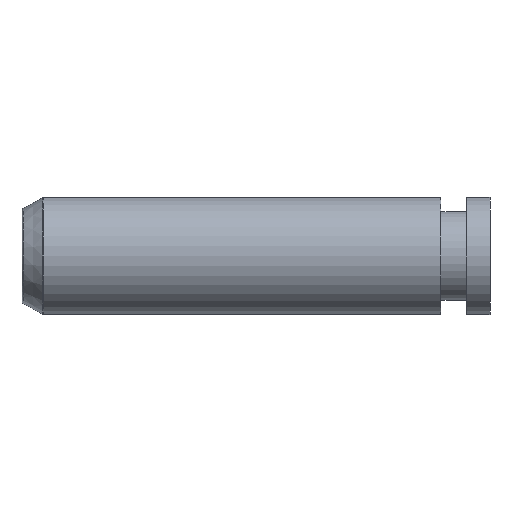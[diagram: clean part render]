
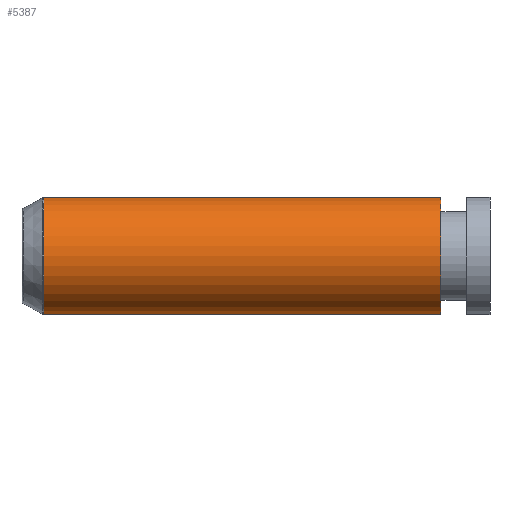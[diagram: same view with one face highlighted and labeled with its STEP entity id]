
A CAD part, left-side view. The second image highlights one B-rep face of the part: STEP entity #5387.
In plain terms, the highlighted cylindrical face has radius 12.5 mm (diameter 25 mm), a partial arc.
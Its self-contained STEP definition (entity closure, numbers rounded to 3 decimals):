
#172 = DIRECTION ( 'NONE',  ( 0., -1., 0. ) ) ;
#215 = CARTESIAN_POINT ( 'NONE',  ( -3.205, 87.686, 12.5 ) ) ;
#354 = DIRECTION ( 'NONE',  ( 0., 0., -1. ) ) ;
#754 = ORIENTED_EDGE ( 'NONE', *, *, #4757, .T. ) ;
#1024 = LINE ( 'NONE', #1678, #7398 ) ;
#1678 = CARTESIAN_POINT ( 'NONE',  ( -3.205, 87.686, -12.5 ) ) ;
#1726 = VERTEX_POINT ( 'NONE', #7124 ) ;
#1837 = VERTEX_POINT ( 'NONE', #6474 ) ;
#2345 = DIRECTION ( 'NONE',  ( 0., 1., 0. ) ) ;
#2358 = EDGE_CURVE ( 'NONE', #5575, #1726, #3685, .T. ) ;
#2374 = VECTOR ( 'NONE', #172, 1000. ) ;
#2425 = DIRECTION ( 'NONE',  ( 0., 0., 1. ) ) ;
#2518 = CARTESIAN_POINT ( 'NONE',  ( -3.205, 87.686, 0. ) ) ;
#3049 = AXIS2_PLACEMENT_3D ( 'NONE', #7332, #2345, #2425 ) ;
#3075 = EDGE_LOOP ( 'NONE', ( #7271, #5809, #754, #7142 ) ) ;
#3264 = EDGE_CURVE ( 'NONE', #1837, #1726, #5262, .T. ) ;
#3386 = DIRECTION ( 'NONE',  ( 0., -1., 0. ) ) ;
#3685 = LINE ( 'NONE', #215, #2374 ) ;
#4046 = CYLINDRICAL_SURFACE ( 'NONE', #8910, 12.5 ) ;
#4757 = EDGE_CURVE ( 'NONE', #5603, #1837, #1024, .T. ) ;
#5138 = DIRECTION ( 'NONE',  ( 0., -1., 0. ) ) ;
#5262 = CIRCLE ( 'NONE', #3049, 12.5 ) ;
#5387 = ADVANCED_FACE ( 'NONE', ( #5488 ), #4046, .T. ) ;
#5427 = CARTESIAN_POINT ( 'NONE',  ( -3.205, 83.057, 0. ) ) ;
#5471 = DIRECTION ( 'NONE',  ( 0., 0., 1. ) ) ;
#5488 = FACE_OUTER_BOUND ( 'NONE', #3075, .T. ) ;
#5575 = VERTEX_POINT ( 'NONE', #8412 ) ;
#5603 = VERTEX_POINT ( 'NONE', #7103 ) ;
#5809 = ORIENTED_EDGE ( 'NONE', *, *, #7940, .T. ) ;
#6474 = CARTESIAN_POINT ( 'NONE',  ( -3.205, -1.814, -12.5 ) ) ;
#6864 = DIRECTION ( 'NONE',  ( 0., -1., 0. ) ) ;
#7103 = CARTESIAN_POINT ( 'NONE',  ( -3.205, 83.057, -12.5 ) ) ;
#7124 = CARTESIAN_POINT ( 'NONE',  ( -3.205, -1.814, 12.5 ) ) ;
#7142 = ORIENTED_EDGE ( 'NONE', *, *, #3264, .T. ) ;
#7271 = ORIENTED_EDGE ( 'NONE', *, *, #2358, .F. ) ;
#7316 = AXIS2_PLACEMENT_3D ( 'NONE', #5427, #3386, #5471 ) ;
#7332 = CARTESIAN_POINT ( 'NONE',  ( -3.205, -1.814, 0. ) ) ;
#7398 = VECTOR ( 'NONE', #5138, 1000. ) ;
#7940 = EDGE_CURVE ( 'NONE', #5575, #5603, #8056, .T. ) ;
#8056 = CIRCLE ( 'NONE', #7316, 12.5 ) ;
#8412 = CARTESIAN_POINT ( 'NONE',  ( -3.205, 83.057, 12.5 ) ) ;
#8910 = AXIS2_PLACEMENT_3D ( 'NONE', #2518, #6864, #354 ) ;
